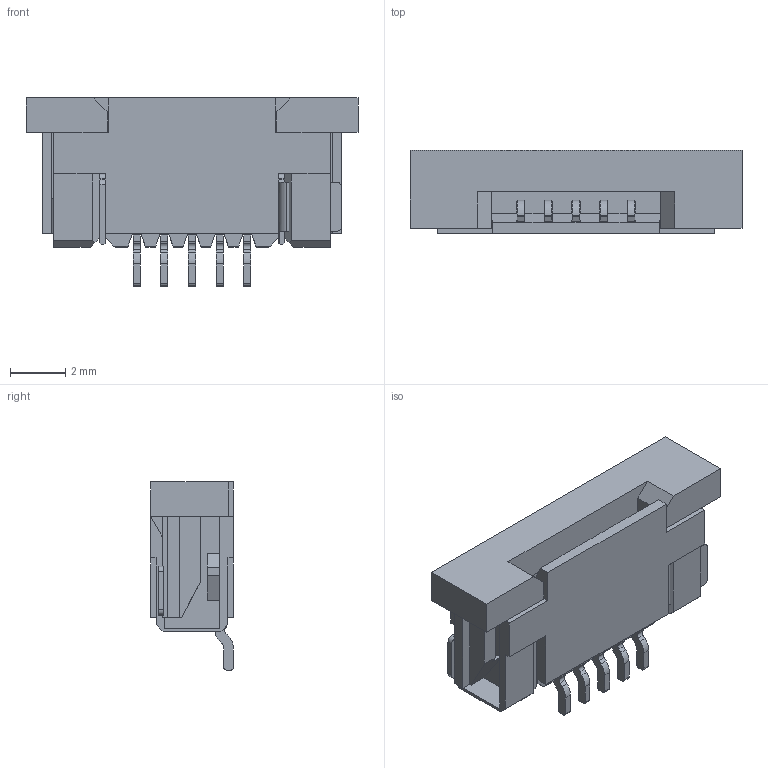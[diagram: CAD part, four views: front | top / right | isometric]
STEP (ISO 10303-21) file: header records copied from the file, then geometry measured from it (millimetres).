
FILE_DESCRIPTION( ( 'STEP AP214' ), '1' );
FILE_NAME( 'ZF1-05-01-T-WT.stp', '2018-11-06T06:29:12', ( '' ), ( '' ), ' ', 'PARTsolutions', ' ' );
FILE_SCHEMA( ( 'AUTOMOTIVE_DESIGN { 1 0 10303 214 1 1 1 1 }' ) );
Length unit declared in the file: inch
Products named in the file (5): ZF1-05-01-T-WT; _ZF1-05-01-WT_housing; _ZF1-05-01-WT_wt; _ZF1-05-01-WT_contact; _ZF1-01_cs
Assembly tree (5 placements, depth 2):
  ZF1-05-01-T-WT
    _ZF1-05-01-WT_housing
    _ZF1-05-01-WT_wt
    _ZF1-05-01-WT_contact
    _ZF1-01_cs  x2
Bounding box: 12.01 x 3 x 6.81 mm (x, y, z)
Volume: 118.8 mm3; surface area: 542.1 mm2
Topology: 5 solids, 5 shells, 591 faces, 1743 edges, 1138 vertices
Faces by surface type: plane 439, cylinder 152
Entity records: 22792 total; most frequent: ORIENTED_EDGE 3264, CARTESIAN_POINT 3260, DIRECTION 3030, EDGE_CURVE 1632, LINE 1346, VECTOR 1346, VERTEX_POINT 1064, AXIS2_PLACEMENT_3D 842
